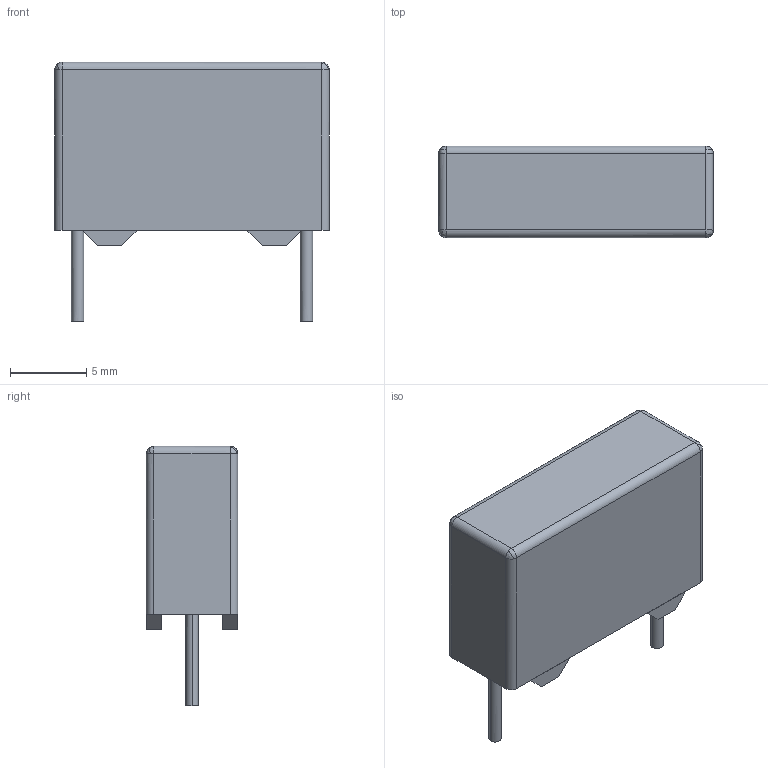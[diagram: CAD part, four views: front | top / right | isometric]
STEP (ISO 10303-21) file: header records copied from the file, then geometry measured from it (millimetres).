
FILE_DESCRIPTION (( 'STEP AP214' ), '1' );
FILE_NAME ('9DB611D4-1967-42BC-ABF3-9BE897D45F04.STEP', '2024-05-15T20:04:53', ( '' ), ( '' ), 'SwSTEP 2.0', 'SolidWorks 2022', '' );
FILE_SCHEMA (( 'AUTOMOTIVE_DESIGN' ));
Length unit declared in the file: millimetre
Products named in the file (1): 9DB611D4-1967-42BC-ABF3-9BE897D45F04
Bounding box: 18 x 6 x 17 mm (x, y, z)
Volume: 1169.6 mm3; surface area: 835 mm2
Topology: 7 solids, 7 shells, 67 faces, 148 edges, 88 vertices
Faces by surface type: plane 39, bspline 16, cylinder 12
Entity records: 2803 total; most frequent: CARTESIAN_POINT 1238, ORIENTED_EDGE 280, DIRECTION 264, EDGE_CURVE 140, AXIS2_PLACEMENT_3D 88, LINE 88, VECTOR 88, VERTEX_POINT 88
